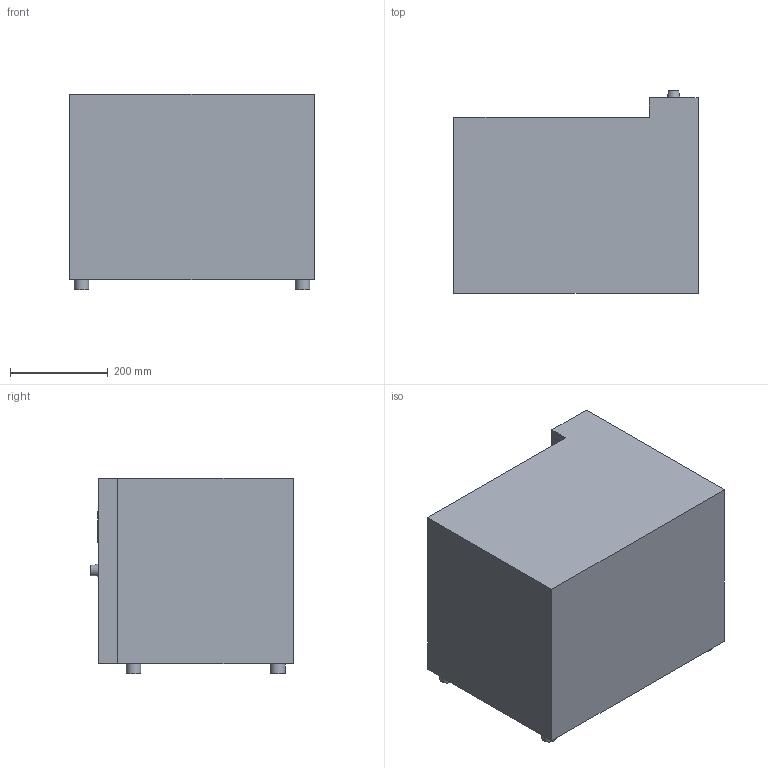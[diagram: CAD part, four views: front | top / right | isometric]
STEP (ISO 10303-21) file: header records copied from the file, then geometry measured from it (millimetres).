
FILE_DESCRIPTION(/* description */ (''),/* implementation_level */ '2;1');
FILE_NAME(/* name */ 'oven.stp',/* time_stamp */ '2015-11-04T15:27:38+08:00',/* author */ (''),/* organization */ (''),/* preprocessor_version */ 'ST-DEVELOPER v14',/* originating_system */ 'SIEMENS PLM Software NX 8.0',/* authorisation */ '');
FILE_SCHEMA (('AUTOMOTIVE_DESIGN { 1 0 10303 214 3 1 1 1 }'));
Length unit declared in the file: millimetre
Products named in the file (1): oven
Bounding box: 500 x 415 x 400 mm (x, y, z)
Volume: 23396273.8 mm3; surface area: 1631292 mm2
Topology: 7 solids, 7 shells, 37 faces, 68 edges, 45 vertices
Faces by surface type: plane 32, cylinder 4, cone 1
Full cylindrical faces by diameter (mm): 30 x4
Entity records: 924 total; most frequent: DIRECTION 148, CARTESIAN_POINT 144, ORIENTED_EDGE 124, EDGE_CURVE 62, LINE 52, VECTOR 52, AXIS2_PLACEMENT_3D 48, VERTEX_POINT 44
